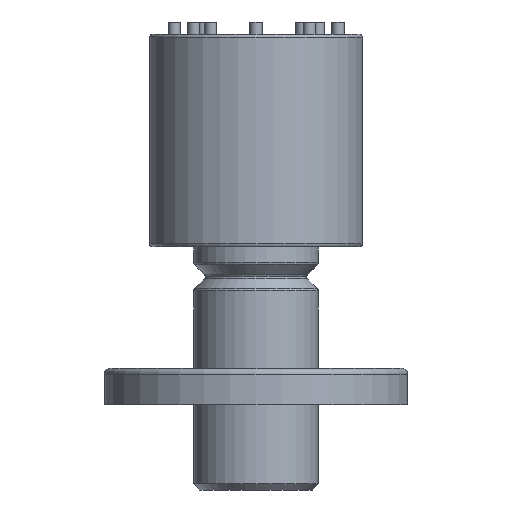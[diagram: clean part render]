
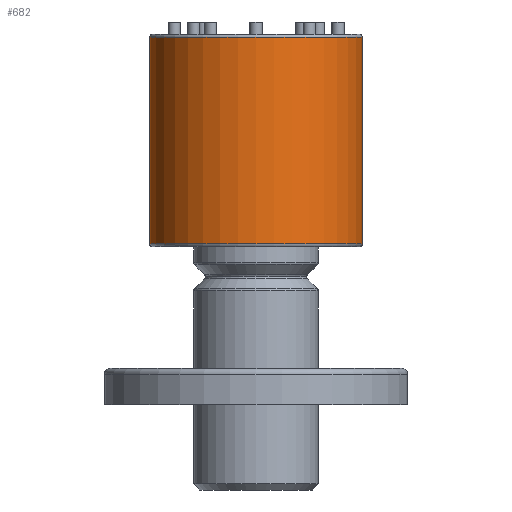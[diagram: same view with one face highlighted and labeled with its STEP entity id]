
A CAD part, front view. The second image highlights one B-rep face of the part: STEP entity #682.
In plain terms, the highlighted cylindrical face has radius 17.5 mm (diameter 35 mm), a partial arc.
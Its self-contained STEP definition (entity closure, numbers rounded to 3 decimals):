
#81 = CARTESIAN_POINT ( 'NONE',  ( -17.5, 0., 60.5 ) ) ;
#89 = DIRECTION ( 'NONE',  ( 0., 0., -1. ) ) ;
#113 = CARTESIAN_POINT ( 'NONE',  ( 17.5, 0., 26.5 ) ) ;
#130 = CARTESIAN_POINT ( 'NONE',  ( -17.5, 0., 61. ) ) ;
#151 = LINE ( 'NONE', #130, #2742 ) ;
#241 = CIRCLE ( 'NONE', #2410, 17.5 ) ;
#381 = VERTEX_POINT ( 'NONE', #113 ) ;
#404 = VERTEX_POINT ( 'NONE', #81 ) ;
#682 = ADVANCED_FACE ( 'NONE', ( #1830 ), #1825, .T. ) ;
#751 = ORIENTED_EDGE ( 'NONE', *, *, #1573, .T. ) ;
#787 = VERTEX_POINT ( 'NONE', #1528 ) ;
#847 = ORIENTED_EDGE ( 'NONE', *, *, #1516, .T. ) ;
#1246 = VERTEX_POINT ( 'NONE', #2149 ) ;
#1251 = EDGE_CURVE ( 'NONE', #787, #404, #241, .T. ) ;
#1516 = EDGE_CURVE ( 'NONE', #404, #1246, #151, .T. ) ;
#1528 = CARTESIAN_POINT ( 'NONE',  ( 17.5, 0., 60.5 ) ) ;
#1573 = EDGE_CURVE ( 'NONE', #1246, #381, #2394, .T. ) ;
#1691 = ORIENTED_EDGE ( 'NONE', *, *, #2453, .F. ) ;
#1718 = AXIS2_PLACEMENT_3D ( 'NONE', #1822, #1813, #1809 ) ;
#1809 = DIRECTION ( 'NONE',  ( -1., 0., 0. ) ) ;
#1813 = DIRECTION ( 'NONE',  ( 0., 0., -1. ) ) ;
#1822 = CARTESIAN_POINT ( 'NONE',  ( 0., 0., 61. ) ) ;
#1825 = CYLINDRICAL_SURFACE ( 'NONE', #1718, 17.5 ) ;
#1830 = FACE_OUTER_BOUND ( 'NONE', #2164, .T. ) ;
#2045 = CARTESIAN_POINT ( 'NONE',  ( 17.5, 0., 61. ) ) ;
#2119 = DIRECTION ( 'NONE',  ( 1., 0., 0. ) ) ;
#2122 = DIRECTION ( 'NONE',  ( 0., 0., -1. ) ) ;
#2134 = CARTESIAN_POINT ( 'NONE',  ( 0., 0., 60.5 ) ) ;
#2149 = CARTESIAN_POINT ( 'NONE',  ( -17.5, 0., 26.5 ) ) ;
#2164 = EDGE_LOOP ( 'NONE', ( #1691, #2679, #847, #751 ) ) ;
#2261 = DIRECTION ( 'NONE',  ( 0., 0., -1. ) ) ;
#2353 = AXIS2_PLACEMENT_3D ( 'NONE', #2738, #2723, #2712 ) ;
#2394 = CIRCLE ( 'NONE', #2353, 17.5 ) ;
#2410 = AXIS2_PLACEMENT_3D ( 'NONE', #2134, #2122, #2119 ) ;
#2453 = EDGE_CURVE ( 'NONE', #787, #381, #2592, .T. ) ;
#2529 = VECTOR ( 'NONE', #2261, 1000. ) ;
#2592 = LINE ( 'NONE', #2045, #2529 ) ;
#2679 = ORIENTED_EDGE ( 'NONE', *, *, #1251, .T. ) ;
#2712 = DIRECTION ( 'NONE',  ( 1., 0., 0. ) ) ;
#2723 = DIRECTION ( 'NONE',  ( 0., 0., 1. ) ) ;
#2738 = CARTESIAN_POINT ( 'NONE',  ( 0., 0., 26.5 ) ) ;
#2742 = VECTOR ( 'NONE', #89, 1000. ) ;
